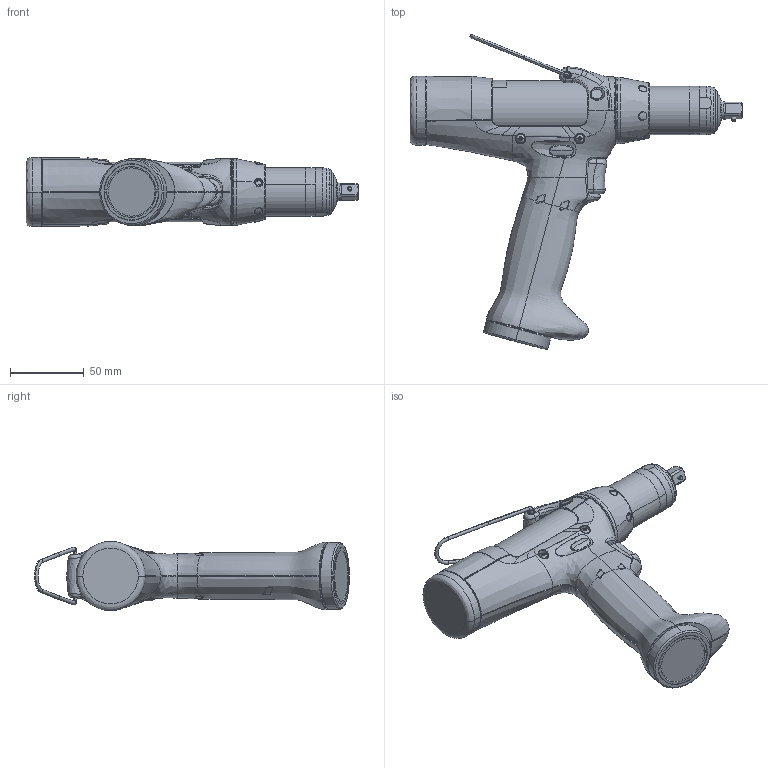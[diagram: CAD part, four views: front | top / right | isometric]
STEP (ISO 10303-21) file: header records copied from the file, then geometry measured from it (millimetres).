
FILE_DESCRIPTION((''),'2;1');
FILE_NAME('30EPN19FB3_SW0001','2018-11-27T',('A1X81'),(''),'CREO PARAMETRIC BY PTC INC, 2016050','CREO PARAMETRIC BY PTC INC, 2016050','');
FILE_SCHEMA(('CONFIG_CONTROL_DESIGN'));
Length unit declared in the file: millimetre
Products named in the file (1): 30EPN19FB3_SW0001
Bounding box: 224.68 x 213.02 x 46.75 mm (x, y, z)
Surface area: 64374 mm2 (no closed solid volume)
Topology: 0 solids, 66 shells, 732 faces, 2096 edges, 1389 vertices
Faces by surface type: bspline 415, cylinder 100, cone 62, plane 57, sphere 46, torus 36, extrusion 14, revolution 2
Entity records: 109986 total; most frequent: CARTESIAN_POINT 95173, ORIENTED_EDGE 3370, EDGE_CURVE 2085, DIRECTION 2016, VERTEX_POINT 1389, B_SPLINE_CURVE_WITH_KNOTS 1256, AXIS2_PLACEMENT_3D 854, EDGE_LOOP 732
